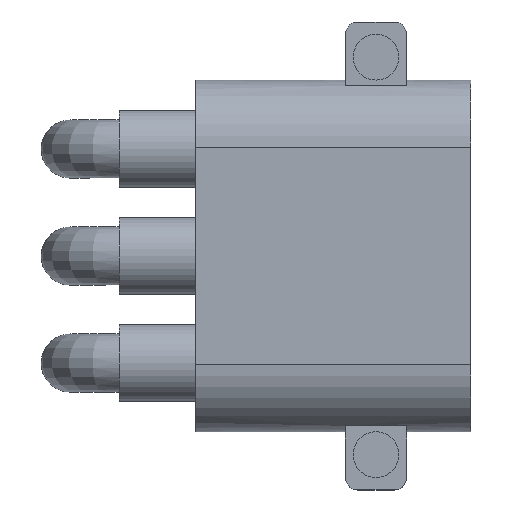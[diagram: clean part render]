
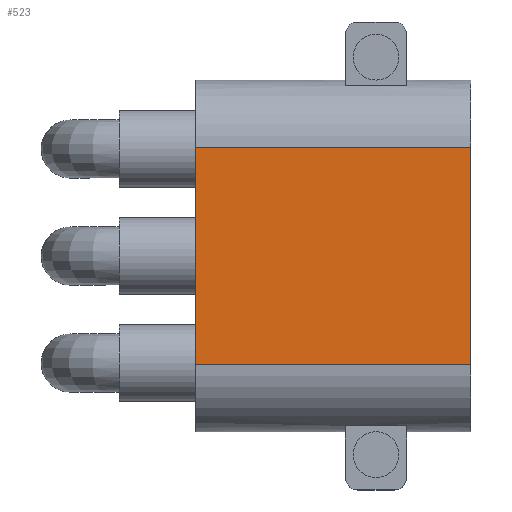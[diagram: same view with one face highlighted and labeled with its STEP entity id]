
A CAD part, top view. The second image highlights one B-rep face of the part: STEP entity #523.
In plain terms, the highlighted planar face has unit normal (0, 0, 1).
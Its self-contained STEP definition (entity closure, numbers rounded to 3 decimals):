
#94 = VERTEX_POINT('',#95);
#95 = CARTESIAN_POINT('',(4.5,3.55,5.));
#102 = EDGE_CURVE('',#94,#103,#105,.T.);
#103 = VERTEX_POINT('',#104);
#104 = CARTESIAN_POINT('',(4.5,-3.55,5.));
#105 = LINE('',#106,#107);
#106 = CARTESIAN_POINT('',(4.5,3.55,5.));
#107 = VECTOR('',#108,1.);
#108 = DIRECTION('',(0.,-1.,0.));
#393 = EDGE_CURVE('',#394,#94,#396,.T.);
#394 = VERTEX_POINT('',#395);
#395 = CARTESIAN_POINT('',(-4.5,3.55,5.));
#396 = LINE('',#397,#398);
#397 = CARTESIAN_POINT('',(-4.5,3.55,5.));
#398 = VECTOR('',#399,1.);
#399 = DIRECTION('',(1.,0.,0.));
#523 = ADVANCED_FACE('',(#524),#542,.F.);
#524 = FACE_BOUND('',#525,.F.);
#525 = EDGE_LOOP('',(#526,#527,#528,#536));
#526 = ORIENTED_EDGE('',*,*,#393,.T.);
#527 = ORIENTED_EDGE('',*,*,#102,.T.);
#528 = ORIENTED_EDGE('',*,*,#529,.F.);
#529 = EDGE_CURVE('',#530,#103,#532,.T.);
#530 = VERTEX_POINT('',#531);
#531 = CARTESIAN_POINT('',(-4.5,-3.55,5.));
#532 = LINE('',#533,#534);
#533 = CARTESIAN_POINT('',(-4.5,-3.55,5.));
#534 = VECTOR('',#535,1.);
#535 = DIRECTION('',(1.,0.,0.));
#536 = ORIENTED_EDGE('',*,*,#537,.F.);
#537 = EDGE_CURVE('',#394,#530,#538,.T.);
#538 = LINE('',#539,#540);
#539 = CARTESIAN_POINT('',(-4.5,3.55,5.));
#540 = VECTOR('',#541,1.);
#541 = DIRECTION('',(0.,-1.,0.));
#542 = PLANE('',#543);
#543 = AXIS2_PLACEMENT_3D('',#544,#545,#546);
#544 = CARTESIAN_POINT('',(-4.5,3.55,5.));
#545 = DIRECTION('',(0.,0.,-1.));
#546 = DIRECTION('',(0.,-1.,0.));
